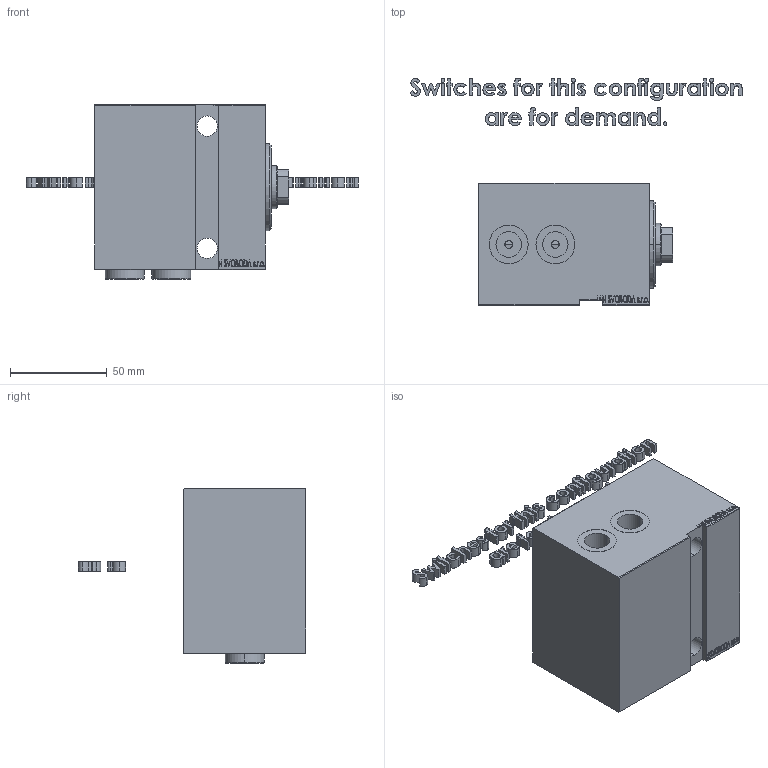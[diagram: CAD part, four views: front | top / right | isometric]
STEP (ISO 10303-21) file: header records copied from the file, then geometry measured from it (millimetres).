
FILE_DESCRIPTION (( 'STEP AP203' ), '1' );
FILE_NAME ('16b1.STEP', '2022-04-17T16:37:52', ( '' ), ( '' ), 'SwSTEP 2.0', 'SolidWorks 2019', '' );
FILE_SCHEMA (( 'CONFIG_CONTROL_DESIGN' ));
Length unit declared in the file: millimetre
Products named in the file (6): V450CP_E 2a994ebe7af220dcad964c3f0d466bf6; For_demand 2a994ebe7af220dcad964c3f0d466bf6; 16b1; PLUG 2a994ebe7af220dcad964c3f0d466bf6; V450CP_VC_B 2a994ebe7af220dcad964c3f0d466bf6; V450CP_B_VCP 2a994ebe7af220dcad964c3f0d466bf6
Assembly tree (6 placements, depth 2):
  16b1
    V450CP_E 2a994ebe7af220dcad964c3f0d466bf6
    V450CP_B_VCP 2a994ebe7af220dcad964c3f0d466bf6
    V450CP_VC_B 2a994ebe7af220dcad964c3f0d466bf6
    PLUG 2a994ebe7af220dcad964c3f0d466bf6  x2
    For_demand 2a994ebe7af220dcad964c3f0d466bf6
Bounding box: 171.15 x 117.28 x 89.9 mm (x, y, z)
Volume: 452098.6 mm3; surface area: 86759.7 mm2
Topology: 50 solids, 50 shells, 1485 faces, 3785 edges, 2507 vertices
Faces by surface type: plane 749, bspline 640, cylinder 74, cone 18, torus 4
Entity records: 73785 total; most frequent: CARTESIAN_POINT 41865, ORIENTED_EDGE 7486, DIRECTION 4287, EDGE_CURVE 3743, VERTEX_POINT 2483, LINE 2285, VECTOR 2285, EDGE_LOOP 1610
